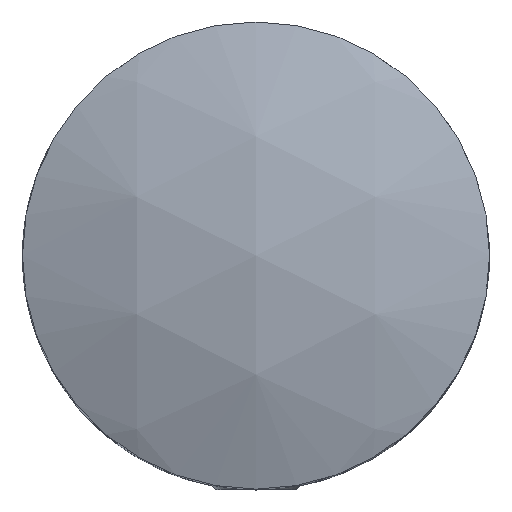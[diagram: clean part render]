
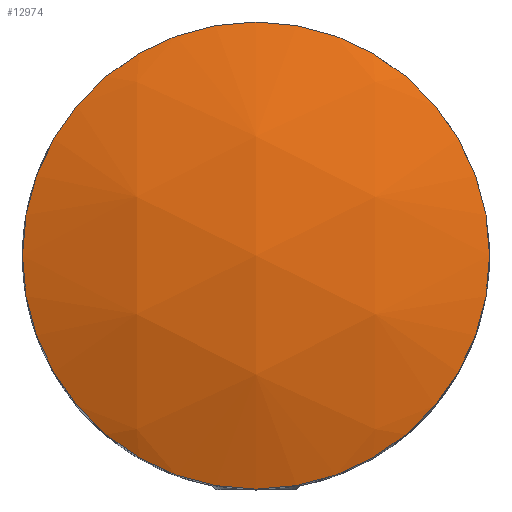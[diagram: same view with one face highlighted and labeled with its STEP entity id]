
A CAD part, top view. The second image highlights one B-rep face of the part: STEP entity #12974.
In plain terms, the highlighted spherical face has radius 28 mm.
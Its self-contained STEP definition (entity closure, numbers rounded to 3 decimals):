
#1094 = DIRECTION ( 'NONE',  ( 0., 0., 1. ) ) ;
#1170 = DIRECTION ( 'NONE',  ( 1., 0., 0. ) ) ;
#5129 = EDGE_LOOP ( 'NONE', ( #14735 ) ) ;
#5293 = AXIS2_PLACEMENT_3D ( 'NONE', #8986, #10932, #12409 ) ;
#7385 = CARTESIAN_POINT ( 'NONE',  ( 11., 0., 23.749 ) ) ;
#8986 = CARTESIAN_POINT ( 'NONE',  ( 0., 0., -2. ) ) ;
#9449 = CIRCLE ( 'NONE', #13765, 11. ) ;
#10932 = DIRECTION ( 'NONE',  ( -1., 0., 0. ) ) ;
#11476 = CARTESIAN_POINT ( 'NONE',  ( 0., 0., 23.749 ) ) ;
#12409 = DIRECTION ( 'NONE',  ( 0., 1., 0. ) ) ;
#12974 = ADVANCED_FACE ( 'NONE', ( #15678 ), #16738, .T. ) ;
#13765 = AXIS2_PLACEMENT_3D ( 'NONE', #11476, #1094, #1170 ) ;
#14722 = EDGE_CURVE ( 'NONE', #17273, #17273, #9449, .T. ) ;
#14735 = ORIENTED_EDGE ( 'NONE', *, *, #14722, .T. ) ;
#15678 = FACE_OUTER_BOUND ( 'NONE', #5129, .T. ) ;
#16738 = SPHERICAL_SURFACE ( 'NONE', #5293, 28. ) ;
#17273 = VERTEX_POINT ( 'NONE', #7385 ) ;
